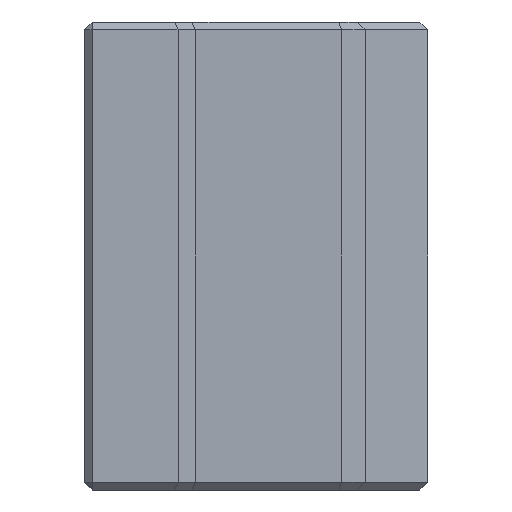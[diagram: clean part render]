
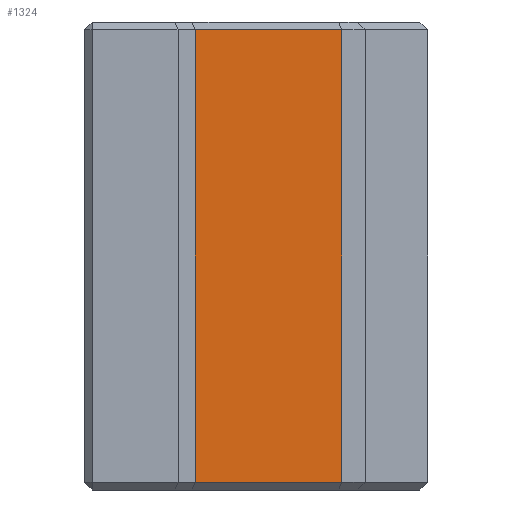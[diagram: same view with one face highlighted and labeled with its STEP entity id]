
A CAD part, left-side view. The second image highlights one B-rep face of the part: STEP entity #1324.
In plain terms, the highlighted planar face has unit normal (-1, 0, 0).
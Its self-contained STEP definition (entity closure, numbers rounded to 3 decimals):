
#11 = CARTESIAN_POINT ( 'NONE',  ( -15.9, 3.9, 15. ) ) ;
#34 = FACE_OUTER_BOUND ( 'NONE', #1112, .T. ) ;
#48 = VERTEX_POINT ( 'NONE', #907 ) ;
#160 = CARTESIAN_POINT ( 'NONE',  ( -15.9, -5.5, 14.5 ) ) ;
#199 = DIRECTION ( 'NONE',  ( 0., 0., 1. ) ) ;
#259 = DIRECTION ( 'NONE',  ( 0., 1., 0. ) ) ;
#276 = VECTOR ( 'NONE', #2147, 1000. ) ;
#334 = EDGE_CURVE ( 'NONE', #48, #2572, #2675, .T. ) ;
#393 = PLANE ( 'NONE',  #1048 ) ;
#417 = CARTESIAN_POINT ( 'NONE',  ( -15.9, -5.5, -14.5 ) ) ;
#431 = VECTOR ( 'NONE', #2465, 1000. ) ;
#685 = LINE ( 'NONE', #988, #1182 ) ;
#695 = VECTOR ( 'NONE', #259, 1000. ) ;
#771 = LINE ( 'NONE', #2564, #695 ) ;
#806 = ORIENTED_EDGE ( 'NONE', *, *, #334, .T. ) ;
#839 = CARTESIAN_POINT ( 'NONE',  ( -15.9, -5.5, -14.5 ) ) ;
#875 = LINE ( 'NONE', #839, #276 ) ;
#907 = CARTESIAN_POINT ( 'NONE',  ( -15.9, 3.9, 14.5 ) ) ;
#988 = CARTESIAN_POINT ( 'NONE',  ( -15.9, -5.5, 15. ) ) ;
#1010 = DIRECTION ( 'NONE',  ( 1., 0., 0. ) ) ;
#1016 = EDGE_CURVE ( 'NONE', #1881, #48, #771, .T. ) ;
#1048 = AXIS2_PLACEMENT_3D ( 'NONE', #11, #1010, #2500 ) ;
#1112 = EDGE_LOOP ( 'NONE', ( #806, #1860, #2289, #2399 ) ) ;
#1182 = VECTOR ( 'NONE', #199, 1000. ) ;
#1322 = CARTESIAN_POINT ( 'NONE',  ( -15.9, 3.9, -14.5 ) ) ;
#1324 = ADVANCED_FACE ( 'NONE', ( #34 ), #393, .F. ) ;
#1399 = VERTEX_POINT ( 'NONE', #417 ) ;
#1860 = ORIENTED_EDGE ( 'NONE', *, *, #2506, .T. ) ;
#1881 = VERTEX_POINT ( 'NONE', #160 ) ;
#1923 = EDGE_CURVE ( 'NONE', #1399, #1881, #685, .T. ) ;
#2039 = CARTESIAN_POINT ( 'NONE',  ( -15.9, 3.9, 15. ) ) ;
#2147 = DIRECTION ( 'NONE',  ( 0., -1., 0. ) ) ;
#2289 = ORIENTED_EDGE ( 'NONE', *, *, #1923, .T. ) ;
#2399 = ORIENTED_EDGE ( 'NONE', *, *, #1016, .T. ) ;
#2465 = DIRECTION ( 'NONE',  ( 0., 0., -1. ) ) ;
#2500 = DIRECTION ( 'NONE',  ( 0., 1., 0. ) ) ;
#2506 = EDGE_CURVE ( 'NONE', #2572, #1399, #875, .T. ) ;
#2564 = CARTESIAN_POINT ( 'NONE',  ( -15.9, 3.9, 14.5 ) ) ;
#2572 = VERTEX_POINT ( 'NONE', #1322 ) ;
#2675 = LINE ( 'NONE', #2039, #431 ) ;
